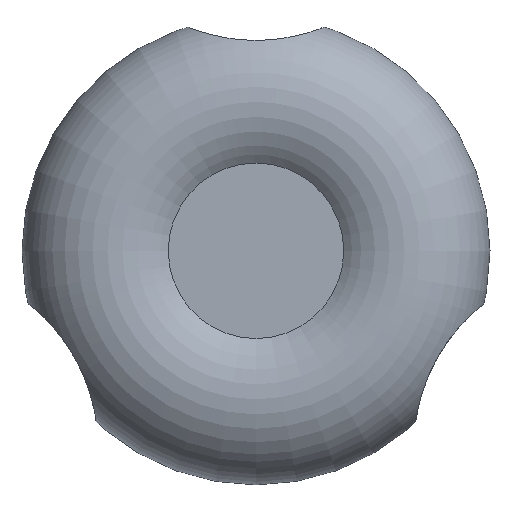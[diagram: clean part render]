
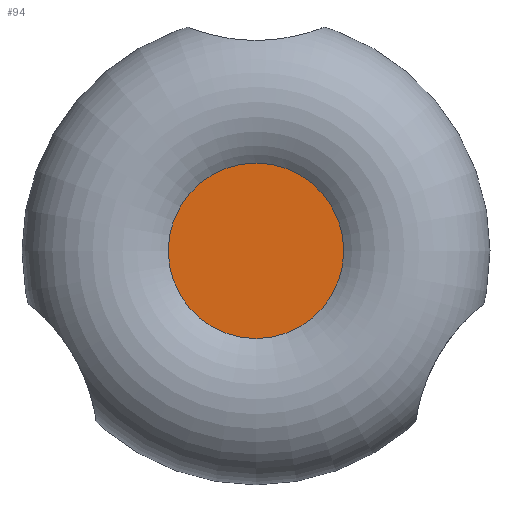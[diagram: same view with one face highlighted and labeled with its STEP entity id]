
A CAD part, top view. The second image highlights one B-rep face of the part: STEP entity #94.
In plain terms, the highlighted planar face has unit normal (0, 0, 1).
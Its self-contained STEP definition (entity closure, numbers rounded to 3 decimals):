
#94 = ADVANCED_FACE( '', ( #236 ), #237, .F. );
#236 = FACE_OUTER_BOUND( '', #438, .T. );
#237 = PLANE( '', #439 );
#438 = EDGE_LOOP( '', ( #667 ) );
#439 = AXIS2_PLACEMENT_3D( '', #668, #669, #670 );
#667 = ORIENTED_EDGE( '', *, *, #1167, .T. );
#668 = CARTESIAN_POINT( '', ( 0., 7.5, 26.088 ) );
#669 = DIRECTION( '', ( 0., 0., -1. ) );
#670 = DIRECTION( '', ( -1., 0., 0. ) );
#1167 = EDGE_CURVE( '', #1391, #1391, #1392, .T. );
#1391 = VERTEX_POINT( '', #1808 );
#1392 = CIRCLE( '', #1809, 7.5 );
#1808 = CARTESIAN_POINT( '', ( 7.5, 0., 26.088 ) );
#1809 = AXIS2_PLACEMENT_3D( '', #2583, #2584, #2585 );
#2583 = CARTESIAN_POINT( '', ( 0., 0., 26.088 ) );
#2584 = DIRECTION( '', ( 0., 0., 1. ) );
#2585 = DIRECTION( '', ( 1., 0., 0. ) );
